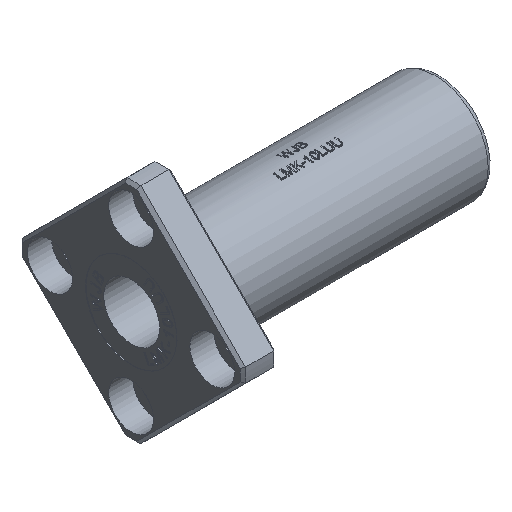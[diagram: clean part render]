
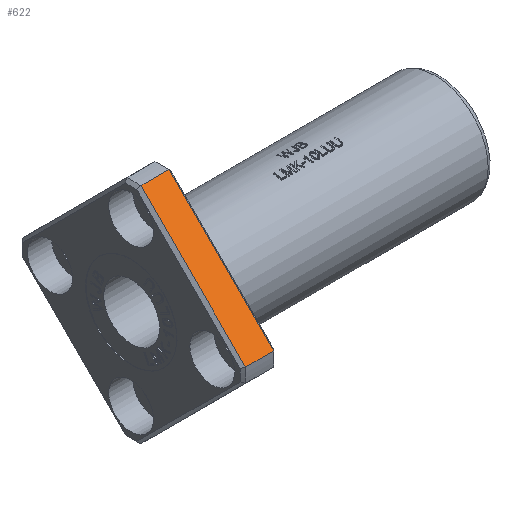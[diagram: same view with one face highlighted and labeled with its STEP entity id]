
A CAD part, isometric view. The second image highlights one B-rep face of the part: STEP entity #622.
In plain terms, the highlighted planar face has unit normal (0, -0.707, 0.707).
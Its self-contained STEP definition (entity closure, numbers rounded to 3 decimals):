
#212=FACE_OUTER_BOUND('',#1498,.T.);
#622=ADVANCED_FACE('',(#212),#961,.T.);
#961=PLANE('',#6892);
#1498=EDGE_LOOP('',(#3353,#3354,#3355,#3356));
#1990=LINE('',#9993,#2473);
#2002=LINE('',#10148,#2485);
#2473=VECTOR('',#7440,1.);
#2485=VECTOR('',#7502,1.);
#3353=ORIENTED_EDGE('',*,*,#5690,.F.);
#3354=ORIENTED_EDGE('',*,*,#5769,.F.);
#3355=ORIENTED_EDGE('',*,*,#5736,.F.);
#3356=ORIENTED_EDGE('',*,*,#5770,.T.);
#5047=VERTEX_POINT('',#9992);
#5048=VERTEX_POINT('',#9994);
#5081=VERTEX_POINT('',#10147);
#5082=VERTEX_POINT('',#10149);
#5690=EDGE_CURVE('',#5047,#5048,#1990,.T.);
#5736=EDGE_CURVE('',#5081,#5082,#2002,.T.);
#5769=EDGE_CURVE('',#5082,#5047,#6449,.T.);
#5770=EDGE_CURVE('',#5081,#5048,#6450,.T.);
#6449=B_SPLINE_CURVE_WITH_KNOTS('',3,(#10299,#10300,#10301,#10302),.UNSPECIFIED.,
 .F.,.F.,(4,4),(0.,1.),.UNSPECIFIED.);
#6450=B_SPLINE_CURVE_WITH_KNOTS('',3,(#10303,#10304,#10305,#10306),.UNSPECIFIED.,
 .F.,.F.,(4,4),(0.,1.),.UNSPECIFIED.);
#6892=AXIS2_PLACEMENT_3D('',#10307,#7598,#7599);
#7440=DIRECTION('',(-1.,0.,0.));
#7502=DIRECTION('',(1.,0.,0.));
#7598=DIRECTION('',(0.,-0.707,0.707));
#7599=DIRECTION('',(1.,0.,0.));
#9992=CARTESIAN_POINT('',(5.5,-19.961,1.252));
#9993=CARTESIAN_POINT('',(0.5,-19.961,1.252));
#9994=CARTESIAN_POINT('',(0.5,-19.961,1.252));
#10147=CARTESIAN_POINT('',(0.5,-1.252,19.961));
#10148=CARTESIAN_POINT('',(0.5,-1.252,19.961));
#10149=CARTESIAN_POINT('',(5.5,-1.252,19.961));
#10299=CARTESIAN_POINT('',(5.5,-1.252,19.961));
#10300=CARTESIAN_POINT('',(5.5,-7.489,13.725));
#10301=CARTESIAN_POINT('',(5.5,-13.725,7.489));
#10302=CARTESIAN_POINT('',(5.5,-19.961,1.252));
#10303=CARTESIAN_POINT('',(0.5,-1.252,19.961));
#10304=CARTESIAN_POINT('',(0.5,-7.489,13.725));
#10305=CARTESIAN_POINT('',(0.5,-13.725,7.489));
#10306=CARTESIAN_POINT('',(0.5,-19.961,1.252));
#10307=CARTESIAN_POINT('',(0.5,-19.417,1.796));
